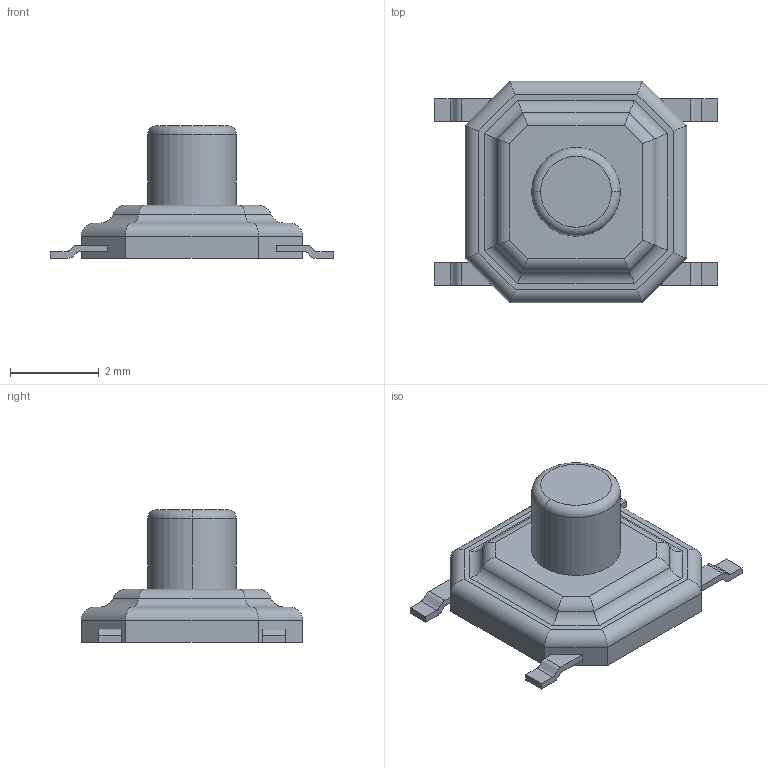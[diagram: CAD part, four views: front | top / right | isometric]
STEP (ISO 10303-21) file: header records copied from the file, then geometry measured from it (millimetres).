
FILE_DESCRIPTION (( 'STEP AP214' ), '1' );
FILE_NAME ('Button 5x5x3 AJ-037(TS52xxA).STEP', '2022-11-12T18:28:05', ( 'Elessar' ), ( '' ), 'SwSTEP 2.0', 'SolidWorks 2018', '' );
FILE_SCHEMA (( 'AUTOMOTIVE_DESIGN' ));
Length unit declared in the file: millimetre
Products named in the file (1): Button 5x5x3 AJ-037(TS52xxA)
Bounding box: 6.4 x 5 x 3 mm (x, y, z)
Volume: 28.8 mm3; surface area: 76.4 mm2
Topology: 1 solids, 1 shells, 76 faces, 186 edges, 118 vertices
Faces by surface type: plane 40, cylinder 26, bspline 8, torus 2
Entity records: 2696 total; most frequent: CARTESIAN_POINT 557, ORIENTED_EDGE 372, DIRECTION 292, EDGE_CURVE 186, VECTOR 138, LINE 138, VERTEX_POINT 118, EDGE_LOOP 82
